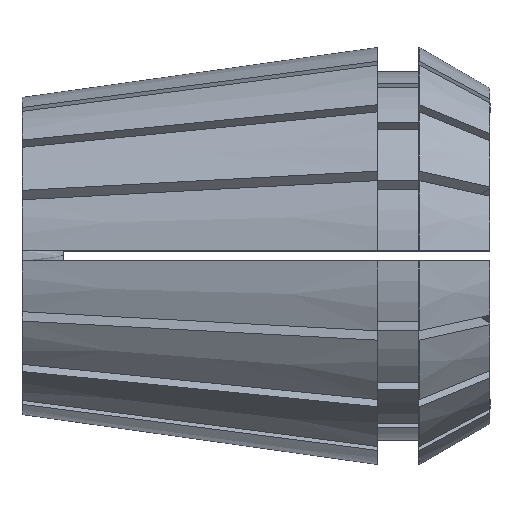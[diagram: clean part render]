
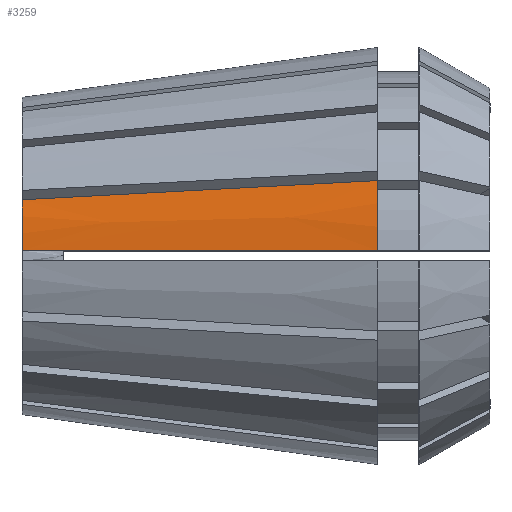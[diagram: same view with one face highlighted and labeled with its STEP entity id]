
A CAD part, top view. The second image highlights one B-rep face of the part: STEP entity #3259.
In plain terms, the highlighted conical face has half-angle 8 degrees and reference radius 20.5 mm.
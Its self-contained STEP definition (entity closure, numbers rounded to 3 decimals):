
#26 = B_SPLINE_CURVE_WITH_KNOTS ( 'NONE', 3,
 ( #3647, #4089, #3206, #563 ),
 .UNSPECIFIED., .F., .F.,
 ( 4, 4 ),
 ( 0., 0.035 ),
 .UNSPECIFIED. ) ;
#182 = CARTESIAN_POINT ( 'NONE',  ( 0., 0., 0. ) ) ;
#201 = CIRCLE ( 'NONE', #2122, 20.5 ) ;
#563 = CARTESIAN_POINT ( 'NONE',  ( 0., 5.503, 14.592 ) ) ;
#641 = DIRECTION ( 'NONE',  ( 0., 0., 1. ) ) ;
#760 = B_SPLINE_CURVE_WITH_KNOTS ( 'NONE', 3,
 ( #2958, #1189, #3857, #1206, #4306, #1655, #4763, #2107, #5201, #2542 ),
 .UNSPECIFIED., .F., .F.,
 ( 4, 3, 3, 4 ),
 ( 0.076, 0.079, 0.107, 0.111 ),
 .UNSPECIFIED. ) ;
#807 = CARTESIAN_POINT ( 'NONE',  ( 34.9, 0., 0. ) ) ;
#871 = AXIS2_PLACEMENT_3D ( 'NONE', #1738, #4394, #5266 ) ;
#1189 = CARTESIAN_POINT ( 'NONE',  ( 34.084, 0.5, 20.38 ) ) ;
#1206 = CARTESIAN_POINT ( 'NONE',  ( 32.452, 0.5, 20.15 ) ) ;
#1257 = DIRECTION ( 'NONE',  ( 0., 0., 1. ) ) ;
#1333 = EDGE_CURVE ( 'NONE', #5221, #3261, #760, .T. ) ;
#1575 = AXIS2_PLACEMENT_3D ( 'NONE', #182, #3277, #641 ) ;
#1655 = CARTESIAN_POINT ( 'NONE',  ( 13.678, 0.5, 17.511 ) ) ;
#1738 = CARTESIAN_POINT ( 'NONE',  ( 34.9, 0., 0. ) ) ;
#1780 = ORIENTED_EDGE ( 'NONE', *, *, #3107, .F. ) ;
#2107 = CARTESIAN_POINT ( 'NONE',  ( 2.86, 0.5, 15.99 ) ) ;
#2122 = AXIS2_PLACEMENT_3D ( 'NONE', #807, #3907, #1257 ) ;
#2265 = FACE_OUTER_BOUND ( 'NONE', #5350, .T. ) ;
#2542 = CARTESIAN_POINT ( 'NONE',  ( 0., 0.5, 15.587 ) ) ;
#2958 = CARTESIAN_POINT ( 'NONE',  ( 34.9, 0.5, 20.494 ) ) ;
#3107 = EDGE_CURVE ( 'NONE', #3261, #4781, #4126, .T. ) ;
#3206 = CARTESIAN_POINT ( 'NONE',  ( 11.633, 6.129, 16.104 ) ) ;
#3259 = ADVANCED_FACE ( 'NONE', ( #2265 ), #3284, .T. ) ;
#3261 = VERTEX_POINT ( 'NONE', #5285 ) ;
#3277 = DIRECTION ( 'NONE',  ( -1., 0., 0. ) ) ;
#3283 = ORIENTED_EDGE ( 'NONE', *, *, #5739, .T. ) ;
#3284 = CONICAL_SURFACE ( 'NONE', #871, 20.5, 0.14 ) ;
#3647 = CARTESIAN_POINT ( 'NONE',  ( 34.9, 7.381, 19.126 ) ) ;
#3734 = EDGE_CURVE ( 'NONE', #5221, #4969, #201, .T. ) ;
#3840 = CARTESIAN_POINT ( 'NONE',  ( 34.9, 7.381, 19.126 ) ) ;
#3857 = CARTESIAN_POINT ( 'NONE',  ( 33.268, 0.5, 20.265 ) ) ;
#3907 = DIRECTION ( 'NONE',  ( -1., 0., 0. ) ) ;
#3912 = ORIENTED_EDGE ( 'NONE', *, *, #1333, .F. ) ;
#4089 = CARTESIAN_POINT ( 'NONE',  ( 23.267, 6.755, 17.615 ) ) ;
#4126 = CIRCLE ( 'NONE', #1575, 15.595 ) ;
#4306 = CARTESIAN_POINT ( 'NONE',  ( 23.065, 0.5, 18.83 ) ) ;
#4394 = DIRECTION ( 'NONE',  ( 1., 0., 0. ) ) ;
#4480 = CARTESIAN_POINT ( 'NONE',  ( 34.9, 0.5, 20.494 ) ) ;
#4665 = CARTESIAN_POINT ( 'NONE',  ( 0., 5.503, 14.592 ) ) ;
#4763 = CARTESIAN_POINT ( 'NONE',  ( 4.29, 0.5, 16.191 ) ) ;
#4781 = VERTEX_POINT ( 'NONE', #4665 ) ;
#4969 = VERTEX_POINT ( 'NONE', #3840 ) ;
#5201 = CARTESIAN_POINT ( 'NONE',  ( 1.43, 0.5, 15.789 ) ) ;
#5221 = VERTEX_POINT ( 'NONE', #4480 ) ;
#5266 = DIRECTION ( 'NONE',  ( 0., 0., -1. ) ) ;
#5285 = CARTESIAN_POINT ( 'NONE',  ( 0., 0.5, 15.587 ) ) ;
#5350 = EDGE_LOOP ( 'NONE', ( #5693, #3283, #1780, #3912 ) ) ;
#5693 = ORIENTED_EDGE ( 'NONE', *, *, #3734, .T. ) ;
#5739 = EDGE_CURVE ( 'NONE', #4969, #4781, #26, .T. ) ;
